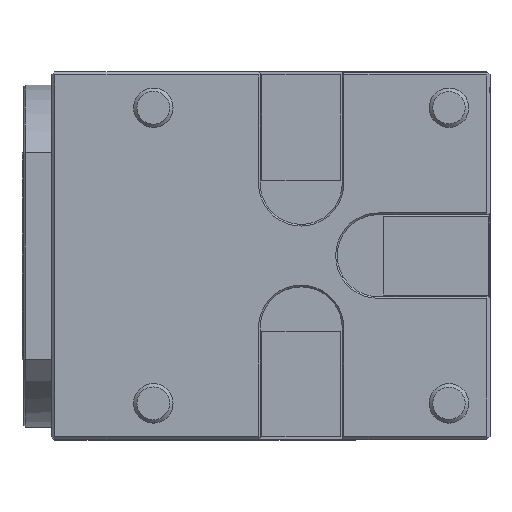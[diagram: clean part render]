
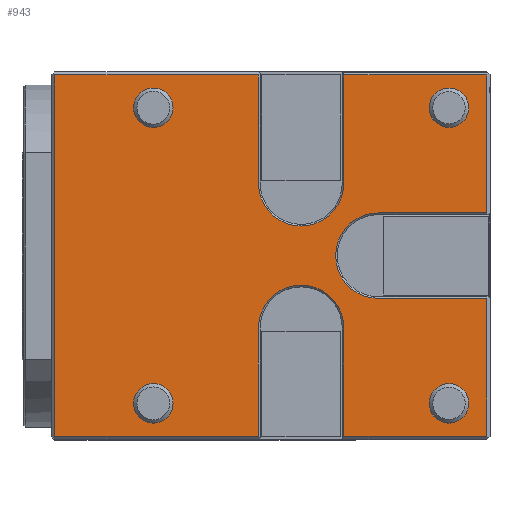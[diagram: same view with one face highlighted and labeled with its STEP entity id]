
A CAD part, top view. The second image highlights one B-rep face of the part: STEP entity #943.
In plain terms, the highlighted planar face has unit normal (0, 0, 1).
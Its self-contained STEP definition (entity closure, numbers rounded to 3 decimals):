
#206=LINE('',#4988,#553);
#210=LINE('',#4997,#557);
#214=LINE('',#5004,#561);
#218=LINE('',#5011,#565);
#220=LINE('',#5015,#567);
#224=LINE('',#5024,#571);
#229=LINE('',#5034,#576);
#234=LINE('',#5043,#581);
#237=LINE('',#5048,#584);
#245=LINE('',#5065,#592);
#246=LINE('',#5067,#593);
#260=LINE('',#5094,#607);
#271=LINE('',#5115,#618);
#553=VECTOR('',#3775,1.);
#557=VECTOR('',#3785,1.);
#561=VECTOR('',#3791,1.);
#565=VECTOR('',#3797,1.);
#567=VECTOR('',#3801,1.);
#571=VECTOR('',#3811,1.);
#576=VECTOR('',#3818,1.);
#581=VECTOR('',#3825,1.);
#584=VECTOR('',#3830,1.);
#592=VECTOR('',#3844,1.);
#593=VECTOR('',#3847,1.);
#607=VECTOR('',#3867,1.);
#618=VECTOR('',#3888,1.);
#789=FACE_BOUND('',#1435,.T.);
#790=FACE_BOUND('',#1436,.T.);
#791=FACE_BOUND('',#1437,.T.);
#792=FACE_BOUND('',#1438,.T.);
#793=FACE_BOUND('',#1439,.T.);
#943=ADVANCED_FACE('',(#789,#790,#791,#792,#793),#1113,.F.);
#1113=PLANE('',#3309);
#1435=EDGE_LOOP('',(#1986));
#1436=EDGE_LOOP('',(#1987));
#1437=EDGE_LOOP('',(#1988));
#1438=EDGE_LOOP('',(#1989));
#1439=EDGE_LOOP('',(#1990,#1991,#1992,#1993,#1994,#1995,#1996,#1997,#1998,
#1999,#2000,#2001,#2002,#2003,#2004,#2005));
#1986=ORIENTED_EDGE('',*,*,#2938,.T.);
#1987=ORIENTED_EDGE('',*,*,#2939,.T.);
#1988=ORIENTED_EDGE('',*,*,#2940,.T.);
#1989=ORIENTED_EDGE('',*,*,#2941,.T.);
#1990=ORIENTED_EDGE('',*,*,#2937,.T.);
#1991=ORIENTED_EDGE('',*,*,#2926,.T.);
#1992=ORIENTED_EDGE('',*,*,#2912,.T.);
#1993=ORIENTED_EDGE('',*,*,#2911,.T.);
#1994=ORIENTED_EDGE('',*,*,#2905,.T.);
#1995=ORIENTED_EDGE('',*,*,#2902,.T.);
#1996=ORIENTED_EDGE('',*,*,#2899,.T.);
#1997=ORIENTED_EDGE('',*,*,#2894,.T.);
#1998=ORIENTED_EDGE('',*,*,#2889,.T.);
#1999=ORIENTED_EDGE('',*,*,#2888,.T.);
#2000=ORIENTED_EDGE('',*,*,#2884,.T.);
#2001=ORIENTED_EDGE('',*,*,#2882,.T.);
#2002=ORIENTED_EDGE('',*,*,#2878,.T.);
#2003=ORIENTED_EDGE('',*,*,#2874,.T.);
#2004=ORIENTED_EDGE('',*,*,#2872,.T.);
#2005=ORIENTED_EDGE('',*,*,#2869,.T.);
#2506=VERTEX_POINT('',#4848);
#2552=VERTEX_POINT('',#4987);
#2553=VERTEX_POINT('',#4989);
#2554=VERTEX_POINT('',#4994);
#2557=VERTEX_POINT('',#5005);
#2559=VERTEX_POINT('',#5012);
#2560=VERTEX_POINT('',#5016);
#2561=VERTEX_POINT('',#5021);
#2562=VERTEX_POINT('',#5025);
#2566=VERTEX_POINT('',#5035);
#2569=VERTEX_POINT('',#5044);
#2570=VERTEX_POINT('',#5049);
#2571=VERTEX_POINT('',#5054);
#2573=VERTEX_POINT('',#5059);
#2576=VERTEX_POINT('',#5068);
#2586=VERTEX_POINT('',#5095);
#2591=VERTEX_POINT('',#5118);
#2592=VERTEX_POINT('',#5120);
#2593=VERTEX_POINT('',#5122);
#2594=VERTEX_POINT('',#5124);
#2869=EDGE_CURVE('',#2553,#2552,#206,.T.);
#2872=EDGE_CURVE('',#2554,#2553,#3125,.T.);
#2874=EDGE_CURVE('',#2506,#2554,#210,.T.);
#2878=EDGE_CURVE('',#2557,#2506,#214,.T.);
#2882=EDGE_CURVE('',#2559,#2557,#218,.T.);
#2884=EDGE_CURVE('',#2560,#2559,#220,.T.);
#2888=EDGE_CURVE('',#2561,#2560,#3126,.T.);
#2889=EDGE_CURVE('',#2562,#2561,#224,.T.);
#2894=EDGE_CURVE('',#2566,#2562,#229,.T.);
#2899=EDGE_CURVE('',#2569,#2566,#234,.T.);
#2902=EDGE_CURVE('',#2570,#2569,#237,.T.);
#2905=EDGE_CURVE('',#2571,#2570,#3127,.T.);
#2911=EDGE_CURVE('',#2573,#2571,#245,.T.);
#2912=EDGE_CURVE('',#2576,#2573,#246,.T.);
#2926=EDGE_CURVE('',#2586,#2576,#260,.T.);
#2937=EDGE_CURVE('',#2552,#2586,#271,.T.);
#2938=EDGE_CURVE('',#2591,#2591,#3128,.T.);
#2939=EDGE_CURVE('',#2592,#2592,#3129,.T.);
#2940=EDGE_CURVE('',#2593,#2593,#3130,.T.);
#2941=EDGE_CURVE('',#2594,#2594,#3131,.T.);
#3125=CIRCLE('',#3281,13.);
#3126=CIRCLE('',#3287,13.);
#3127=CIRCLE('',#3293,13.);
#3128=CIRCLE('',#3305,6.);
#3129=CIRCLE('',#3306,6.);
#3130=CIRCLE('',#3307,6.);
#3131=CIRCLE('',#3308,6.);
#3281=AXIS2_PLACEMENT_3D('',#4993,#3780,#3781);
#3287=AXIS2_PLACEMENT_3D('',#5022,#3807,#3808);
#3293=AXIS2_PLACEMENT_3D('',#5053,#3835,#3836);
#3305=AXIS2_PLACEMENT_3D('',#5117,#3891,#3892);
#3306=AXIS2_PLACEMENT_3D('',#5119,#3893,#3894);
#3307=AXIS2_PLACEMENT_3D('',#5121,#3895,#3896);
#3308=AXIS2_PLACEMENT_3D('',#5123,#3897,#3898);
#3309=AXIS2_PLACEMENT_3D('',#5125,#3899,#3900);
#3775=DIRECTION('',(0.,1.,0.));
#3780=DIRECTION('',(0.,0.,-1.));
#3781=DIRECTION('',(1.,0.,0.));
#3785=DIRECTION('',(0.,-1.,0.));
#3791=DIRECTION('',(-1.,0.,0.));
#3797=DIRECTION('',(0.,1.,0.));
#3801=DIRECTION('',(1.,0.,0.));
#3807=DIRECTION('',(0.,0.,-1.));
#3808=DIRECTION('',(1.,0.,0.));
#3811=DIRECTION('',(-1.,0.,0.));
#3818=DIRECTION('',(0.,1.,0.));
#3825=DIRECTION('',(1.,0.,0.));
#3830=DIRECTION('',(0.,-1.,0.));
#3835=DIRECTION('',(0.,0.,-1.));
#3836=DIRECTION('',(1.,0.,0.));
#3844=DIRECTION('',(0.,1.,0.));
#3847=DIRECTION('',(1.,0.,0.));
#3867=DIRECTION('',(0.,-1.,0.));
#3888=DIRECTION('',(-1.,0.,0.));
#3891=DIRECTION('',(0.,0.,-1.));
#3892=DIRECTION('',(0.,1.,0.));
#3893=DIRECTION('',(0.,0.,-1.));
#3894=DIRECTION('',(0.,1.,0.));
#3895=DIRECTION('',(0.,0.,-1.));
#3896=DIRECTION('',(0.,1.,0.));
#3897=DIRECTION('',(0.,0.,-1.));
#3898=DIRECTION('',(0.,1.,0.));
#3899=DIRECTION('',(0.,0.,-1.));
#3900=DIRECTION('',(-1.,0.,0.));
#4848=CARTESIAN_POINT('',(13.,55.,0.));
#4987=CARTESIAN_POINT('',(-13.,55.,0.));
#4988=CARTESIAN_POINT('',(-13.,55.,0.));
#4989=CARTESIAN_POINT('',(-13.,22.,0.));
#4993=CARTESIAN_POINT('',(0.,22.,0.));
#4994=CARTESIAN_POINT('',(13.,22.,0.));
#4997=CARTESIAN_POINT('',(13.,22.,0.));
#5004=CARTESIAN_POINT('',(12.5,55.,0.));
#5005=CARTESIAN_POINT('',(56.5,55.,0.));
#5011=CARTESIAN_POINT('',(56.5,56.,0.));
#5012=CARTESIAN_POINT('',(56.5,13.,0.));
#5015=CARTESIAN_POINT('',(57.5,13.,0.));
#5016=CARTESIAN_POINT('',(23.5,13.,0.));
#5021=CARTESIAN_POINT('',(23.5,-13.,0.));
#5022=CARTESIAN_POINT('',(23.5,0.,0.));
#5024=CARTESIAN_POINT('',(23.5,-13.,0.));
#5025=CARTESIAN_POINT('',(56.5,-13.,0.));
#5034=CARTESIAN_POINT('',(56.5,56.,0.));
#5035=CARTESIAN_POINT('',(56.5,-55.,0.));
#5043=CARTESIAN_POINT('',(57.5,-55.,0.));
#5044=CARTESIAN_POINT('',(13.,-55.,0.));
#5048=CARTESIAN_POINT('',(13.,-55.,0.));
#5049=CARTESIAN_POINT('',(13.,-22.,0.));
#5053=CARTESIAN_POINT('',(0.,-22.,0.));
#5054=CARTESIAN_POINT('',(-13.,-22.,0.));
#5059=CARTESIAN_POINT('',(-13.,-55.,0.));
#5065=CARTESIAN_POINT('',(-13.,-22.,0.));
#5067=CARTESIAN_POINT('',(57.5,-55.,0.));
#5068=CARTESIAN_POINT('',(-75.,-55.,0.));
#5094=CARTESIAN_POINT('',(-75.,56.,0.));
#5095=CARTESIAN_POINT('',(-75.,55.,0.));
#5115=CARTESIAN_POINT('',(-76.,55.,0.));
#5117=CARTESIAN_POINT('',(45.,-45.,0.));
#5118=CARTESIAN_POINT('',(45.,-39.,0.));
#5119=CARTESIAN_POINT('',(45.,45.,0.));
#5120=CARTESIAN_POINT('',(45.,51.,0.));
#5121=CARTESIAN_POINT('',(-45.,45.,0.));
#5122=CARTESIAN_POINT('',(-45.,51.,0.));
#5123=CARTESIAN_POINT('',(-45.,-45.,0.));
#5124=CARTESIAN_POINT('',(-45.,-39.,0.));
#5125=CARTESIAN_POINT('',(57.5,56.,0.));
